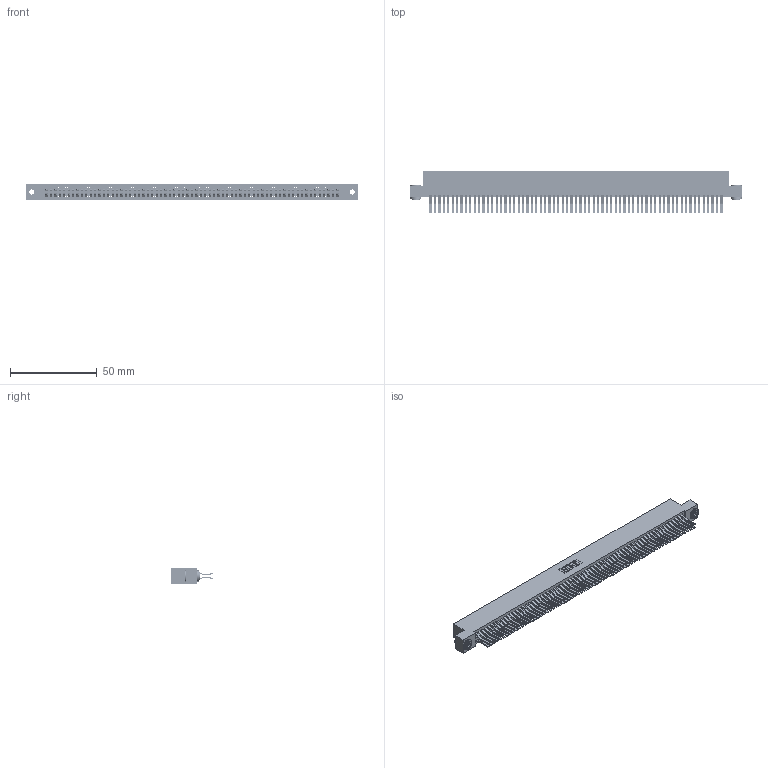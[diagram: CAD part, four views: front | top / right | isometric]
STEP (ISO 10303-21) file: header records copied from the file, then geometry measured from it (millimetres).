
FILE_DESCRIPTION (( 'STEP AP203' ), '1' );
FILE_NAME ('345-134-560-203.STEP', '2018-10-20T11:34:29', ( '' ), ( '' ), 'SwSTEP 2.0', 'SolidWorks 2016', '' );
FILE_SCHEMA (( 'CONFIG_CONTROL_DESIGN' ));
Length unit declared in the file: inch
Products named in the file (4): 345 Part_Flush Mounting Lugs - 0.156 Dia-TH; 345-134-560-203; 345-250-002_345-250-002-102; 345-292-001_560 Tail
Assembly tree (137 placements, depth 2):
  345-134-560-203
    345 Part_Flush Mounting Lugs - 0.156 Dia-TH
    345-292-001_560 Tail  x134
    345-250-002_345-250-002-102  x2
Bounding box: 191.39 x 24.45 x 9.4 mm (x, y, z)
Volume: 19721.5 mm3; surface area: 32099.7 mm2
Topology: 137 solids, 137 shells, 7132 faces, 21187 edges, 13942 vertices
Faces by surface type: plane 4512, cylinder 2612, cone 8
Entity records: 49942 total; most frequent: CARTESIAN_POINT 8323, ORIENTED_EDGE 8250, DIRECTION 7343, EDGE_CURVE 4125, VECTOR 3697, LINE 3697, VERTEX_POINT 2746, AXIS2_PLACEMENT_3D 1823
